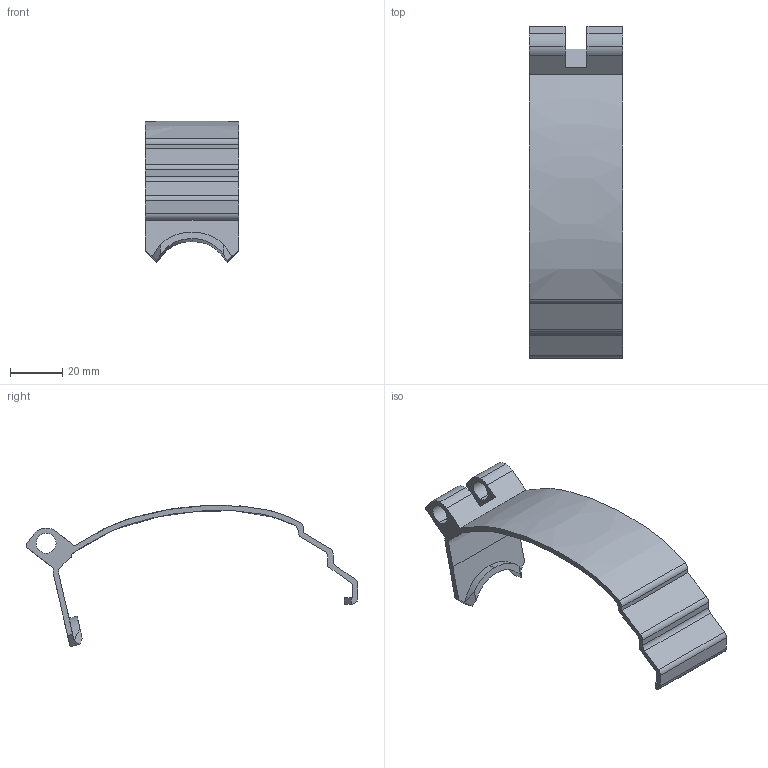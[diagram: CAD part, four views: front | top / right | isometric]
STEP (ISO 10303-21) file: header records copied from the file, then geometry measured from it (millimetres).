
FILE_DESCRIPTION (( 'STEP AP203' ), '1' );
FILE_NAME ('Index.STEP', '2024-10-23T01:06:21', ( '' ), ( '' ), 'SwSTEP 2.0', 'SolidWorks 2024', '' );
FILE_SCHEMA (( 'CONFIG_CONTROL_DESIGN' ));
Length unit declared in the file: inch
Products named in the file (1): Index
Bounding box: 35.56 x 126.82 x 54.06 mm (x, y, z)
Volume: 15696.9 mm3; surface area: 14884.8 mm2
Topology: 1 solids, 1 shells, 58 faces, 167 edges, 111 vertices
Faces by surface type: plane 32, cylinder 18, bspline 8
Entity records: 3022 total; most frequent: CARTESIAN_POINT 1449, ORIENTED_EDGE 334, DIRECTION 280, EDGE_CURVE 167, VERTEX_POINT 111, LINE 106, VECTOR 106, AXIS2_PLACEMENT_3D 87
